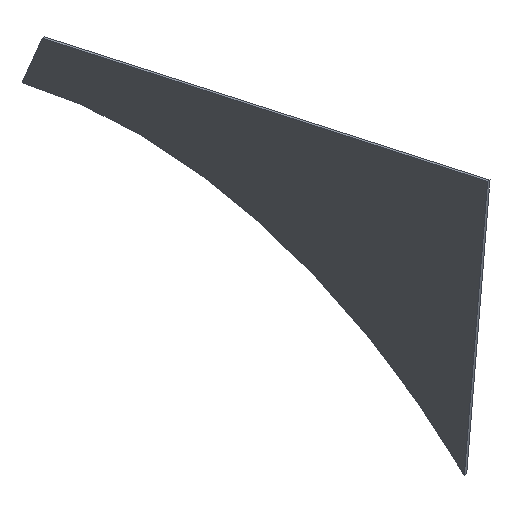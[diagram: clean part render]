
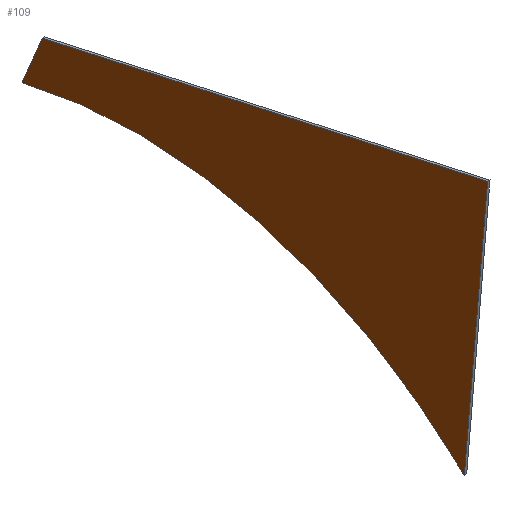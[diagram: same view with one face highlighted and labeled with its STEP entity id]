
A CAD part, isometric view. The second image highlights one B-rep face of the part: STEP entity #109.
In plain terms, the highlighted planar face has unit normal (-1, 0, 0).
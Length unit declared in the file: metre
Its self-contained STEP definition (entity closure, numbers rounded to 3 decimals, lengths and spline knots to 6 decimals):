
#20=CIRCLE('',#125,0.616824);
#43=ORIENTED_EDGE('',*,*,#47,.T.);
#44=ORIENTED_EDGE('',*,*,#57,.T.);
#45=ORIENTED_EDGE('',*,*,#54,.T.);
#46=ORIENTED_EDGE('',*,*,#51,.F.);
#47=EDGE_CURVE('',#59,#60,#67,.T.);
#51=EDGE_CURVE('',#59,#63,#20,.T.);
#54=EDGE_CURVE('',#65,#63,#72,.T.);
#57=EDGE_CURVE('',#60,#65,#75,.T.);
#59=VERTEX_POINT('',#162);
#60=VERTEX_POINT('',#163);
#63=VERTEX_POINT('',#171);
#65=VERTEX_POINT('',#177);
#67=LINE('',#161,#77);
#72=LINE('',#176,#82);
#75=LINE('',#182,#85);
#77=VECTOR('',#135,1.);
#82=VECTOR('',#148,1.);
#85=VECTOR('',#153,1.);
#92=EDGE_LOOP('',(#43,#44,#45,#46));
#98=FACE_BOUND('',#92,.T.);
#103=PLANE('',#130);
#109=ADVANCED_FACE('',(#98),#103,.F.);
#125=AXIS2_PLACEMENT_3D('',#170,#141,#142);
#130=AXIS2_PLACEMENT_3D('',#185,#157,#158);
#135=DIRECTION('',(0.,-0.087,0.996));
#141=DIRECTION('',(-1.,0.,0.));
#142=DIRECTION('',(0.,0.,-1.));
#148=DIRECTION('',(0.,0.383,-0.924));
#153=DIRECTION('',(0.,0.976,-0.216));
#157=DIRECTION('',(1.,0.,0.));
#158=DIRECTION('',(0.,1.,0.));
#161=CARTESIAN_POINT('',(0.502083,-1.314933,0.617205));
#162=CARTESIAN_POINT('',(0.502083,-1.299693,0.443018));
#163=CARTESIAN_POINT('',(0.502083,-1.330172,0.791393));
#170=CARTESIAN_POINT('',(0.502083,-0.8705,0.));
#171=CARTESIAN_POINT('',(0.502083,-0.72054,0.598317));
#176=CARTESIAN_POINT('',(0.502083,-0.733749,0.630207));
#177=CARTESIAN_POINT('',(0.502083,-0.746958,0.662097));
#182=CARTESIAN_POINT('',(0.502083,-1.038565,0.726745));
#185=CARTESIAN_POINT('',(0.502083,-0.994226,0.559954));
